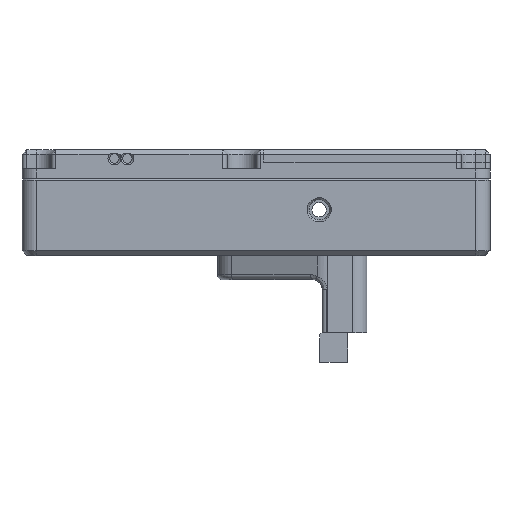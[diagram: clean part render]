
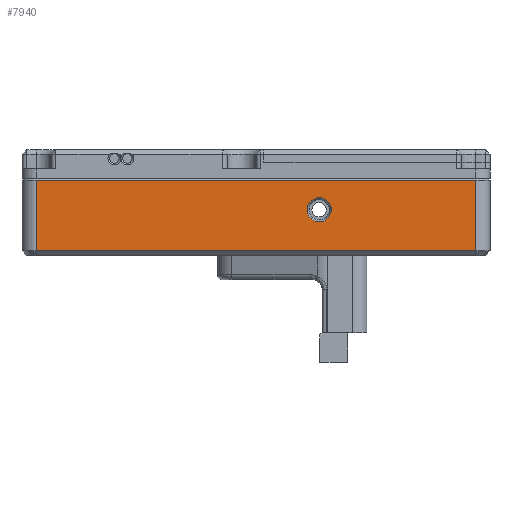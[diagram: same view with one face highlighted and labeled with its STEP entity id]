
A CAD part, front view. The second image highlights one B-rep face of the part: STEP entity #7940.
In plain terms, the highlighted planar face has unit normal (0, -1, 0).
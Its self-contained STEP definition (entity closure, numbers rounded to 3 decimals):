
#89=FACE_BOUND('',#1125,.T.);
#285=PLANE('',#8562);
#620=FACE_OUTER_BOUND('',#1124,.T.);
#1124=EDGE_LOOP('',(#5910,#5911,#5912,#5913));
#1125=EDGE_LOOP('',(#5914));
#1744=LINE('',#12398,#2551);
#1745=LINE('',#12400,#2552);
#1746=LINE('',#12402,#2553);
#1747=LINE('',#12403,#2554);
#2551=VECTOR('',#9732,10.);
#2552=VECTOR('',#9733,10.);
#2553=VECTOR('',#9734,10.);
#2554=VECTOR('',#9735,10.);
#3277=CIRCLE('',#8558,2.5);
#3672=VERTEX_POINT('',#12386);
#3675=VERTEX_POINT('',#12396);
#3676=VERTEX_POINT('',#12397);
#3677=VERTEX_POINT('',#12399);
#3678=VERTEX_POINT('',#12401);
#4485=EDGE_CURVE('',#3672,#3672,#3277,.T.);
#4490=EDGE_CURVE('',#3675,#3676,#1744,.T.);
#4491=EDGE_CURVE('',#3675,#3677,#1745,.T.);
#4492=EDGE_CURVE('',#3678,#3677,#1746,.T.);
#4493=EDGE_CURVE('',#3678,#3676,#1747,.T.);
#5910=ORIENTED_EDGE('',*,*,#4490,.F.);
#5911=ORIENTED_EDGE('',*,*,#4491,.T.);
#5912=ORIENTED_EDGE('',*,*,#4492,.F.);
#5913=ORIENTED_EDGE('',*,*,#4493,.T.);
#5914=ORIENTED_EDGE('',*,*,#4485,.F.);
#7940=ADVANCED_FACE('',(#620,#89),#285,.T.);
#8558=AXIS2_PLACEMENT_3D('',#12387,#9720,#9721);
#8562=AXIS2_PLACEMENT_3D('',#12395,#9730,#9731);
#9720=DIRECTION('center_axis',(0.,-1.,0.));
#9721=DIRECTION('ref_axis',(1.,0.,0.));
#9730=DIRECTION('center_axis',(0.,-1.,0.));
#9731=DIRECTION('ref_axis',(-1.,0.,0.));
#9732=DIRECTION('',(1.,0.,0.));
#9733=DIRECTION('',(0.,0.,-1.));
#9734=DIRECTION('',(-1.,0.,0.));
#9735=DIRECTION('',(0.,0.,1.));
#12386=CARTESIAN_POINT('',(14.375,-22.6,6.5));
#12387=CARTESIAN_POINT('Origin',(16.875,-22.6,6.5));
#12395=CARTESIAN_POINT('Origin',(49.35,-22.6,0.));
#12396=CARTESIAN_POINT('',(-41.85,-22.6,12.6));
#12397=CARTESIAN_POINT('',(49.35,-22.6,12.6));
#12398=CARTESIAN_POINT('',(26.55,-22.6,12.6));
#12399=CARTESIAN_POINT('',(-41.85,-22.6,-2.));
#12400=CARTESIAN_POINT('',(-41.85,-22.6,0.));
#12401=CARTESIAN_POINT('',(49.35,-22.6,-2.));
#12402=CARTESIAN_POINT('',(26.55,-22.6,-2.));
#12403=CARTESIAN_POINT('',(49.35,-22.6,0.));
